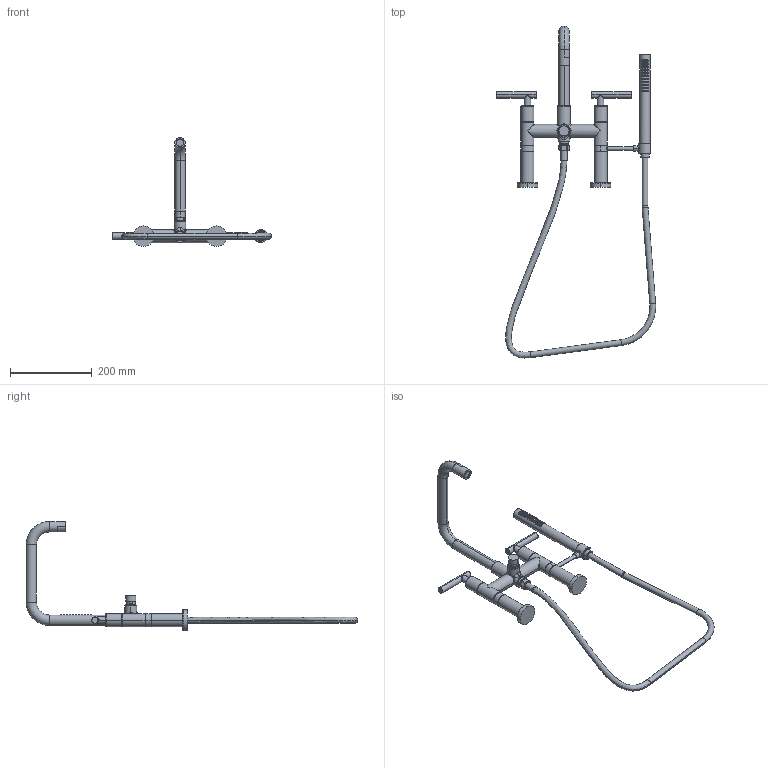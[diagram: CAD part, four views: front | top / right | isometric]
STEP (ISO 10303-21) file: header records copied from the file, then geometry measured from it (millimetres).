
FILE_DESCRIPTION((''),'2;1');
FILE_NAME('1400-4273_','2023-02-23T23:35:59',('nehatek'),(''),'CREO PARAMETRIC BY PTC INC, 2019352','CREO PARAMETRIC BY PTC INC, 2019352','');
FILE_SCHEMA(('CONFIG_CONTROL_DESIGN'));
Products named in the file (1): 1400-4273_
Bounding box: 389.13 x 811.57 x 266.45 mm (x, y, z)
Volume: 1155871 mm3; surface area: 211391.7 mm2
Topology: 5 solids, 5 shells, 1176 faces, 2616 edges, 1579 vertices
Faces by surface type: bspline 670, cylinder 309, plane 123, cone 38, torus 26, sphere 10
Entity records: 139463 total; most frequent: CARTESIAN_POINT 118511, ORIENTED_EDGE 5232, EDGE_CURVE 2616, DIRECTION 2591, VERTEX_POINT 1579, B_SPLINE_CURVE_WITH_KNOTS 1519, EDGE_LOOP 1307, FACE_OUTER_BOUND 1176
